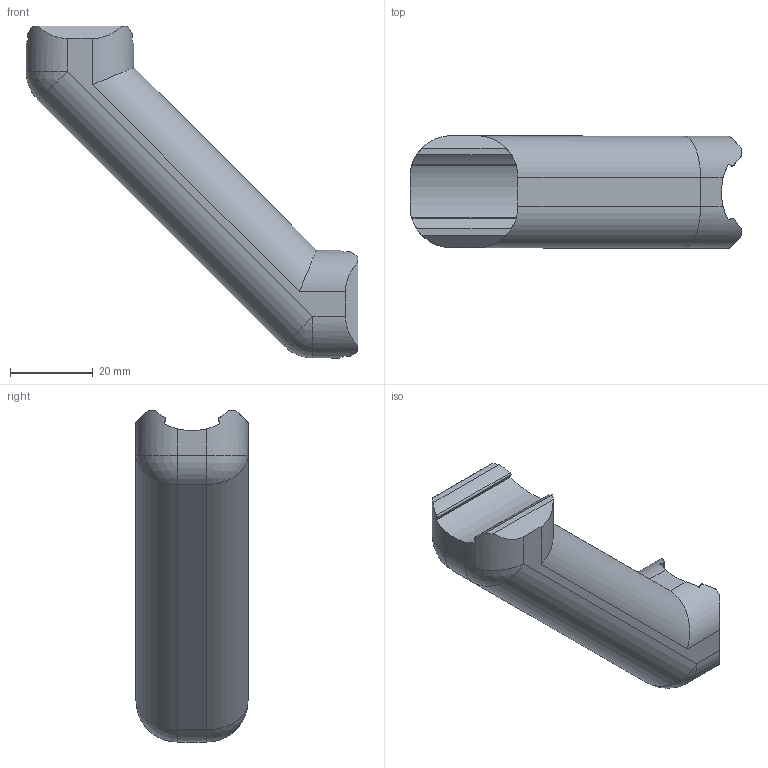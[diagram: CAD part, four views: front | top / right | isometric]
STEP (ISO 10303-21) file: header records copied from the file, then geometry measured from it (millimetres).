
FILE_DESCRIPTION((''),'2;1');
FILE_NAME('99104.stp','2017-08-24T10:40:06',('Konstruktor II'),(''),'Autodesk Inventor 2013','Autodesk Inventor 2013','');
FILE_SCHEMA(('AUTOMOTIVE_DESIGN { 1 0 10303 214 1 1 1 1 }'));
Length unit declared in the file: millimetre
Products named in the file (1): 99104
Bounding box: 80 x 27 x 80 mm (x, y, z)
Volume: 50816.7 mm3; surface area: 9536.3 mm2
Topology: 1 solids, 1 shells, 52 faces, 134 edges, 84 vertices
Faces by surface type: cylinder 28, plane 20, sphere 4
Entity records: 1784 total; most frequent: CARTESIAN_POINT 519, ORIENTED_EDGE 268, DIRECTION 252, EDGE_CURVE 134, AXIS2_PLACEMENT_3D 97, VERTEX_POINT 84, VECTOR 58, LINE 58
